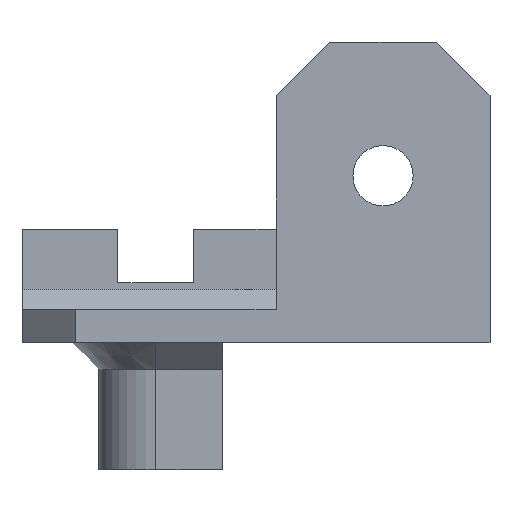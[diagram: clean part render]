
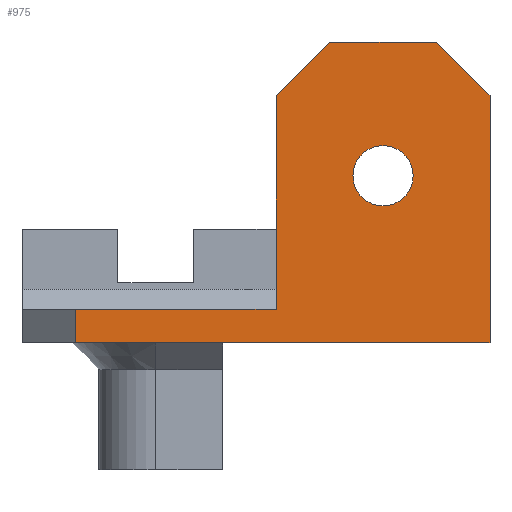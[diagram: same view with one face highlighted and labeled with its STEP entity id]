
A CAD part, front view. The second image highlights one B-rep face of the part: STEP entity #975.
In plain terms, the highlighted planar face has unit normal (0, -1, 0).
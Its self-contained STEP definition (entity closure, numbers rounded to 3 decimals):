
#27=FACE_BOUND('',#144,.T.);
#37=CIRCLE('',#1028,2.25);
#89=FACE_OUTER_BOUND('',#143,.T.);
#143=EDGE_LOOP('',(#867,#868,#869,#870,#871,#872,#873,#874));
#144=EDGE_LOOP('',(#875));
#189=LINE('',#1393,#311);
#198=LINE('',#1413,#320);
#224=LINE('',#1466,#346);
#228=LINE('',#1474,#350);
#232=LINE('',#1483,#354);
#240=LINE('',#1499,#362);
#264=LINE('',#1555,#386);
#269=LINE('',#1570,#391);
#311=VECTOR('',#1131,10.);
#320=VECTOR('',#1146,10.);
#346=VECTOR('',#1184,10.);
#350=VECTOR('',#1194,10.);
#354=VECTOR('',#1200,10.);
#362=VECTOR('',#1212,10.);
#386=VECTOR('',#1272,10.);
#391=VECTOR('',#1295,10.);
#425=VERTEX_POINT('',#1391);
#426=VERTEX_POINT('',#1392);
#434=VERTEX_POINT('',#1412);
#454=VERTEX_POINT('',#1463);
#455=VERTEX_POINT('',#1465);
#457=VERTEX_POINT('',#1476);
#460=VERTEX_POINT('',#1481);
#466=VERTEX_POINT('',#1498);
#467=VERTEX_POINT('',#1510);
#527=EDGE_CURVE('',#425,#426,#189,.T.);
#537=EDGE_CURVE('',#426,#434,#198,.T.);
#564=EDGE_CURVE('',#455,#454,#224,.T.);
#569=EDGE_CURVE('',#434,#454,#228,.T.);
#573=EDGE_CURVE('',#460,#457,#232,.T.);
#581=EDGE_CURVE('',#457,#466,#240,.T.);
#588=EDGE_CURVE('',#467,#467,#37,.T.);
#610=EDGE_CURVE('',#466,#425,#264,.T.);
#616=EDGE_CURVE('',#460,#455,#269,.T.);
#867=ORIENTED_EDGE('',*,*,#527,.F.);
#868=ORIENTED_EDGE('',*,*,#610,.F.);
#869=ORIENTED_EDGE('',*,*,#581,.F.);
#870=ORIENTED_EDGE('',*,*,#573,.F.);
#871=ORIENTED_EDGE('',*,*,#616,.T.);
#872=ORIENTED_EDGE('',*,*,#564,.T.);
#873=ORIENTED_EDGE('',*,*,#569,.F.);
#874=ORIENTED_EDGE('',*,*,#537,.F.);
#875=ORIENTED_EDGE('',*,*,#588,.T.);
#927=PLANE('',#1050);
#975=ADVANCED_FACE('',(#89,#27),#927,.T.);
#1028=AXIS2_PLACEMENT_3D('',#1511,#1227,#1228);
#1050=AXIS2_PLACEMENT_3D('',#1569,#1293,#1294);
#1131=DIRECTION('',(0.707,0.,0.707));
#1146=DIRECTION('',(1.,0.,0.));
#1184=DIRECTION('',(0.,0.,1.));
#1194=DIRECTION('',(0.707,0.,-0.707));
#1200=DIRECTION('',(0.,0.,1.));
#1212=DIRECTION('',(1.,0.,0.));
#1227=DIRECTION('center_axis',(0.,1.,0.));
#1228=DIRECTION('ref_axis',(1.,0.,0.));
#1272=DIRECTION('',(0.,0.,1.));
#1293=DIRECTION('center_axis',(0.,-1.,0.));
#1294=DIRECTION('ref_axis',(1.,0.,0.));
#1295=DIRECTION('',(1.,0.,0.));
#1391=CARTESIAN_POINT('',(1.5,-14.,18.5));
#1392=CARTESIAN_POINT('',(5.5,-14.,22.5));
#1393=CARTESIAN_POINT('',(-6.875,-14.,10.125));
#1412=CARTESIAN_POINT('',(13.5,-14.,22.5));
#1413=CARTESIAN_POINT('',(17.5,-14.,22.5));
#1463=CARTESIAN_POINT('',(17.5,-14.,18.5));
#1465=CARTESIAN_POINT('',(17.5,-14.,0.));
#1466=CARTESIAN_POINT('',(17.5,-14.,0.));
#1474=CARTESIAN_POINT('',(12.375,-14.,23.625));
#1476=CARTESIAN_POINT('',(-13.5,-14.,2.5));
#1481=CARTESIAN_POINT('',(-13.5,-14.,0.));
#1483=CARTESIAN_POINT('',(-13.5,-14.,0.));
#1498=CARTESIAN_POINT('',(1.5,-14.,2.5));
#1499=CARTESIAN_POINT('',(-17.5,-14.,2.5));
#1510=CARTESIAN_POINT('',(7.25,-14.,12.5));
#1511=CARTESIAN_POINT('Origin',(9.5,-14.,12.5));
#1555=CARTESIAN_POINT('',(1.5,-14.,2.5));
#1569=CARTESIAN_POINT('Origin',(-17.5,-14.,0.));
#1570=CARTESIAN_POINT('',(-17.5,-14.,0.));
